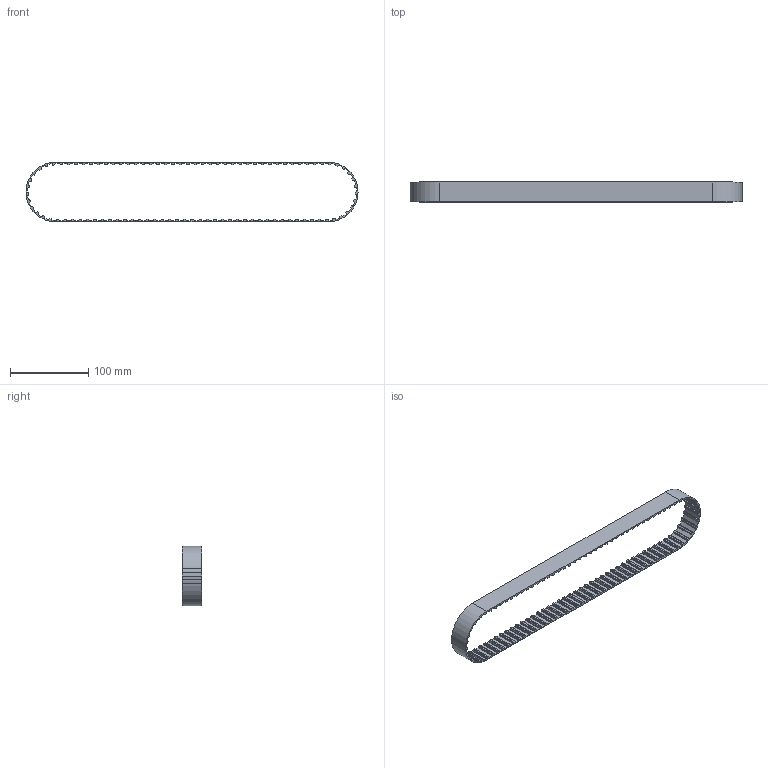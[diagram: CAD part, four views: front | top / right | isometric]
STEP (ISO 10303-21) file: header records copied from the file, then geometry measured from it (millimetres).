
FILE_DESCRIPTION (( 'STEP AP214' ), '1' );
FILE_NAME ('367L100NG.step', '2015-04-08T22:56:13', ( '' ), ( '' ), 'SwSTEP 2.0', 'SolidWorks 2014', '' );
FILE_SCHEMA (( 'AUTOMOTIVE_DESIGN' ));
Length unit declared in the file: inch
Products named in the file (1): 367L100NG
Bounding box: 423.23 x 25.4 x 76.2 mm (x, y, z)
Volume: 54555.9 mm3; surface area: 57120 mm2
Topology: 1 solids, 1 shells, 798 faces, 2388 edges, 1592 vertices
Faces by surface type: cylinder 429, plane 369
Entity records: 27194 total; most frequent: DIRECTION 4844, CARTESIAN_POINT 4779, ORIENTED_EDGE 4776, EDGE_CURVE 2388, AXIS2_PLACEMENT_3D 1657, VERTEX_POINT 1592, LINE 1530, VECTOR 1530
